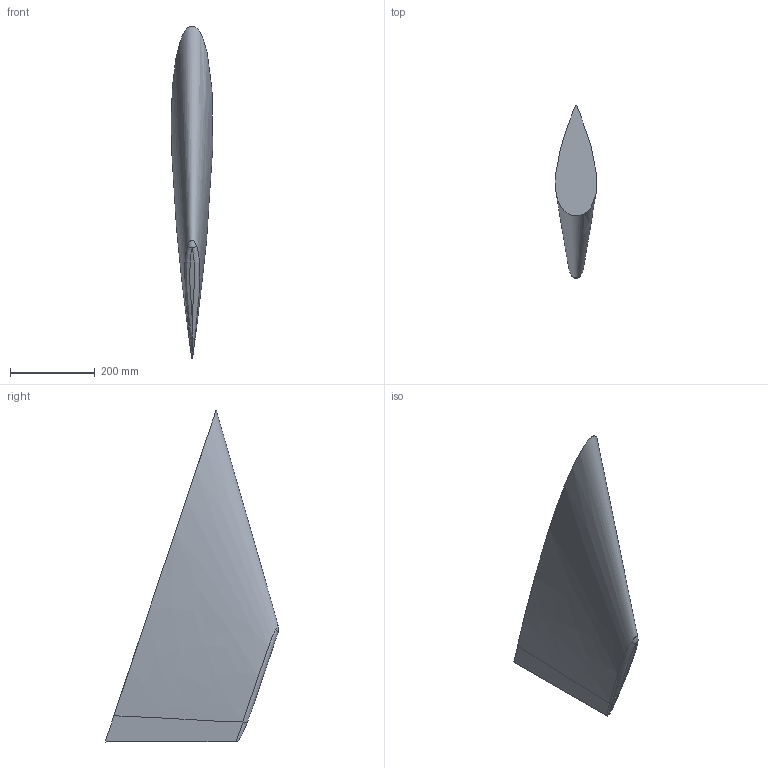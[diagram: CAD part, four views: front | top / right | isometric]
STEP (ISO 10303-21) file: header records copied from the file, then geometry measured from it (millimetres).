
FILE_DESCRIPTION(/* description */ (''),/* implementation_level */ '2;1');
FILE_NAME(/* name */ 'Lower Vert.step',/* time_stamp */ '2022-01-05T13:21:16-08:00',/* author */ (''),/* organization */ (''),/* preprocessor_version */ 'ST-DEVELOPER v18.1',/* originating_system */ 'Autodesk Translation Framework v10.10.0.1391',/* authorisation */ '');
FILE_SCHEMA (('AUTOMOTIVE_DESIGN { 1 0 10303 214 3 1 1 }'));
Length unit declared in the file: foot
Products named in the file (1): Lower Vert
Bounding box: 97.81 x 408.13 x 783.48 mm (x, y, z)
Volume: 8226987.5 mm3; surface area: 413804.5 mm2
Topology: 1 solids, 1 shells, 12 faces, 29 edges, 18 vertices
Faces by surface type: bspline 8, plane 4
Entity records: 1561 total; most frequent: CARTESIAN_POINT 1309, ORIENTED_EDGE 56, EDGE_CURVE 28, B_SPLINE_CURVE_WITH_KNOTS 21, VERTEX_POINT 18, DIRECTION 18, FACE_OUTER_BOUND 12, EDGE_LOOP 12
